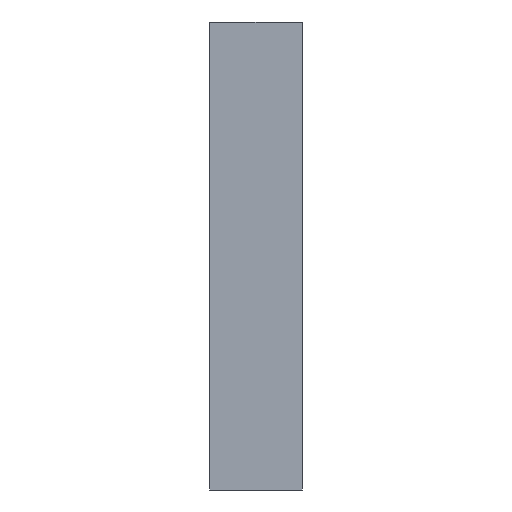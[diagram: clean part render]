
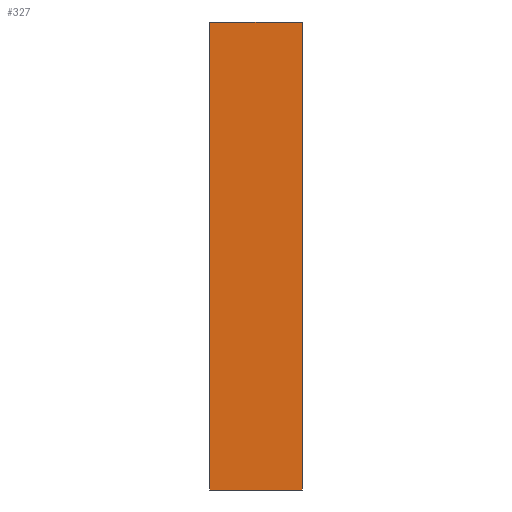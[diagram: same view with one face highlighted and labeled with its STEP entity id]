
A CAD part, left-side view. The second image highlights one B-rep face of the part: STEP entity #327.
In plain terms, the highlighted planar face has unit normal (-1, 0, 0).
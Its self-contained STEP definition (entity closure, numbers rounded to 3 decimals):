
#327 = ADVANCED_FACE ( 'NONE', ( #3618 ), #649, .T. ) ;
#649 = PLANE ( 'NONE',  #9331 ) ;
#725 = VECTOR ( 'NONE', #3237, 1000. ) ;
#1007 = VECTOR ( 'NONE', #3623, 1000. ) ;
#1711 = DIRECTION ( 'NONE',  ( -1., 0., 0. ) ) ;
#2464 = CARTESIAN_POINT ( 'NONE',  ( -2.375, 1.22, -3.075 ) ) ;
#2536 = VECTOR ( 'NONE', #10257, 1000. ) ;
#3074 = VECTOR ( 'NONE', #10122, 1000. ) ;
#3237 = DIRECTION ( 'NONE',  ( 0., 0., -1. ) ) ;
#3618 = FACE_OUTER_BOUND ( 'NONE', #8452, .T. ) ;
#3623 = DIRECTION ( 'NONE',  ( 0., 0., 1. ) ) ;
#4029 = EDGE_CURVE ( 'NONE', #5952, #10844, #4567, .T. ) ;
#4567 = LINE ( 'NONE', #2464, #3074 ) ;
#4575 = DIRECTION ( 'NONE',  ( 0., 0., 1. ) ) ;
#4933 = EDGE_CURVE ( 'NONE', #11143, #7355, #5403, .T. ) ;
#5403 = LINE ( 'NONE', #10381, #2536 ) ;
#5526 = CARTESIAN_POINT ( 'NONE',  ( -2.375, 1.22, -3.075 ) ) ;
#5850 = EDGE_CURVE ( 'NONE', #10844, #11143, #10131, .T. ) ;
#5952 = VERTEX_POINT ( 'NONE', #5526 ) ;
#6209 = ORIENTED_EDGE ( 'NONE', *, *, #4029, .T. ) ;
#6281 = ORIENTED_EDGE ( 'NONE', *, *, #5850, .T. ) ;
#6518 = CARTESIAN_POINT ( 'NONE',  ( -2.375, 0., 0. ) ) ;
#7081 = LINE ( 'NONE', #11789, #725 ) ;
#7281 = ORIENTED_EDGE ( 'NONE', *, *, #4933, .T. ) ;
#7355 = VERTEX_POINT ( 'NONE', #9846 ) ;
#8452 = EDGE_LOOP ( 'NONE', ( #9564, #6209, #6281, #7281 ) ) ;
#9175 = CARTESIAN_POINT ( 'NONE',  ( -2.375, 1.22, 0. ) ) ;
#9331 = AXIS2_PLACEMENT_3D ( 'NONE', #9175, #1711, #4575 ) ;
#9564 = ORIENTED_EDGE ( 'NONE', *, *, #10755, .T. ) ;
#9846 = CARTESIAN_POINT ( 'NONE',  ( -2.375, 1.22, 3.075 ) ) ;
#10025 = CARTESIAN_POINT ( 'NONE',  ( -2.375, 0., 3.075 ) ) ;
#10122 = DIRECTION ( 'NONE',  ( 0., -1., 0. ) ) ;
#10131 = LINE ( 'NONE', #6518, #1007 ) ;
#10257 = DIRECTION ( 'NONE',  ( 0., 1., 0. ) ) ;
#10381 = CARTESIAN_POINT ( 'NONE',  ( -2.375, 1.22, 3.075 ) ) ;
#10755 = EDGE_CURVE ( 'NONE', #7355, #5952, #7081, .T. ) ;
#10844 = VERTEX_POINT ( 'NONE', #11948 ) ;
#11143 = VERTEX_POINT ( 'NONE', #10025 ) ;
#11789 = CARTESIAN_POINT ( 'NONE',  ( -2.375, 1.22, 0. ) ) ;
#11948 = CARTESIAN_POINT ( 'NONE',  ( -2.375, 0., -3.075 ) ) ;
